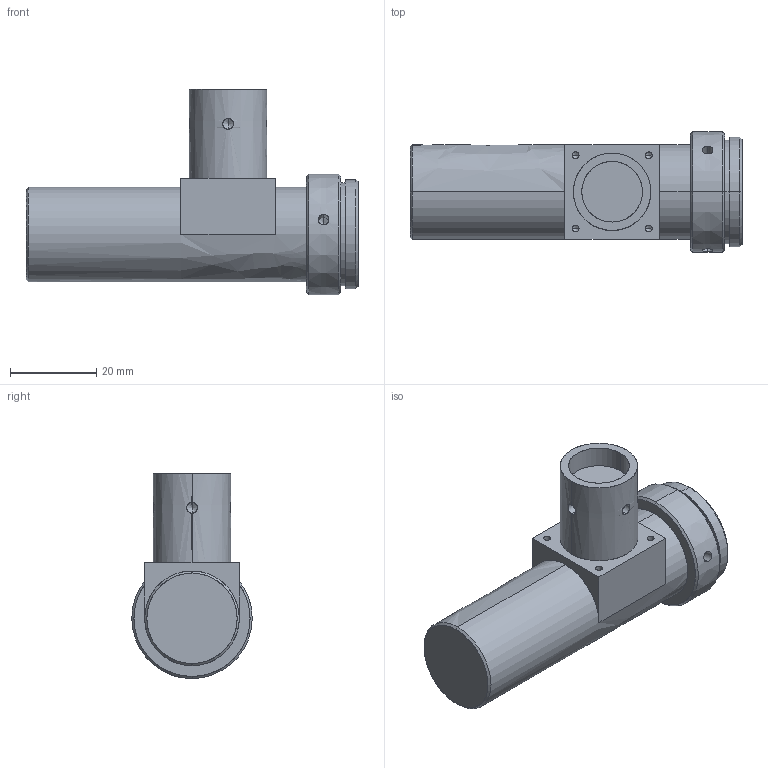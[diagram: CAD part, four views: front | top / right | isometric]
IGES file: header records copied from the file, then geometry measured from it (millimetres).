
Start section: SolidWorks IGES file using analytic representation for surfaces
Global section: file name: WH044-120C.IGS; native system: SolidWorks 2012; preprocessor: SolidWorks 2012; author: ZXC; date: 171201.160240; units: millimetre
Bounding box: 77.2 x 28 x 47.7 mm (x, y, z)
Surface area: 8961.3 mm2 (no closed solid volume)
Topology: 0 solids, 0 shells, 76 faces, 1120 edges, 1098 vertices
Faces by surface type: revolution 64, bspline 12
